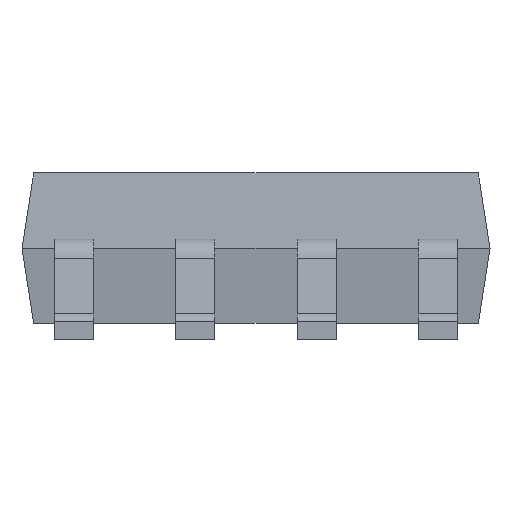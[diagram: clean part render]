
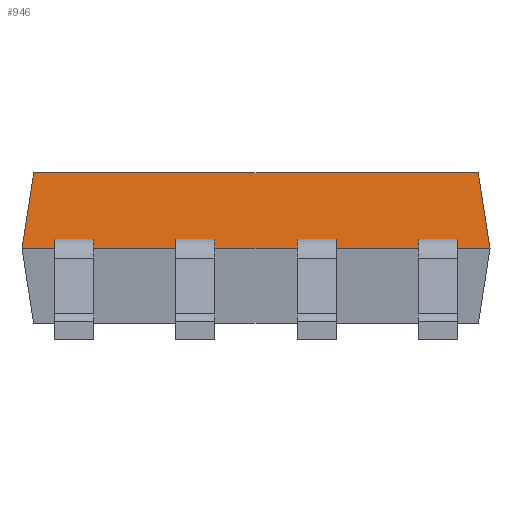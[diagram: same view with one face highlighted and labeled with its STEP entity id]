
A CAD part, left-side view. The second image highlights one B-rep face of the part: STEP entity #946.
In plain terms, the highlighted free-form (B-spline) face has degree [1, 1] with [2, 2] control points.
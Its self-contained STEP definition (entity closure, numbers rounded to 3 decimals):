
#24 = VERTEX_POINT('',#25);
#25 = CARTESIAN_POINT('',(-1.85,-2.33,1.75));
#31 = EDGE_CURVE('',#24,#32,#34,.T.);
#32 = VERTEX_POINT('',#33);
#33 = CARTESIAN_POINT('',(-1.85,2.33,1.75));
#34 = LINE('',#35,#36);
#35 = CARTESIAN_POINT('',(-1.85,-2.33,1.75));
#36 = VECTOR('',#37,1.);
#37 = DIRECTION('',(0.,1.,0.));
#751 = EDGE_CURVE('',#24,#752,#754,.T.);
#752 = VERTEX_POINT('',#753);
#753 = CARTESIAN_POINT('',(-1.948,-2.453,0.963));
#754 = B_SPLINE_CURVE_WITH_KNOTS('',1,(#755,#756),.UNSPECIFIED.,.F.,.F.,
  (2,2),(0.,1.),.PIECEWISE_BEZIER_KNOTS.);
#755 = CARTESIAN_POINT('',(-1.85,-2.33,1.75));
#756 = CARTESIAN_POINT('',(-1.948,-2.453,0.963));
#946 = ADVANCED_FACE('',(#947),#1112,.T.);
#947 = FACE_BOUND('',#948,.T.);
#948 = EDGE_LOOP('',(#949,#950,#951,#958,#966,#978,#985,#997,#1005,#1015
    ,#1022,#1032,#1040,#1050,#1057,#1067,#1075,#1087,#1094,#1106));
#949 = ORIENTED_EDGE('',*,*,#751,.F.);
#950 = ORIENTED_EDGE('',*,*,#31,.T.);
#951 = ORIENTED_EDGE('',*,*,#952,.T.);
#952 = EDGE_CURVE('',#32,#953,#955,.T.);
#953 = VERTEX_POINT('',#954);
#954 = CARTESIAN_POINT('',(-1.948,2.453,0.963));
#955 = B_SPLINE_CURVE_WITH_KNOTS('',1,(#956,#957),.UNSPECIFIED.,.F.,.F.,
  (2,2),(0.,1.),.PIECEWISE_BEZIER_KNOTS.);
#956 = CARTESIAN_POINT('',(-1.85,2.33,1.75));
#957 = CARTESIAN_POINT('',(-1.948,2.453,0.963));
#958 = ORIENTED_EDGE('',*,*,#959,.F.);
#959 = EDGE_CURVE('',#960,#953,#962,.T.);
#960 = VERTEX_POINT('',#961);
#961 = CARTESIAN_POINT('',(-1.948,2.11,0.963));
#962 = LINE('',#963,#964);
#963 = CARTESIAN_POINT('',(-1.948,-2.453,0.963));
#964 = VECTOR('',#965,1.);
#965 = DIRECTION('',(0.,1.,0.));
#966 = ORIENTED_EDGE('',*,*,#967,.F.);
#967 = EDGE_CURVE('',#968,#960,#970,.T.);
#968 = VERTEX_POINT('',#969);
#969 = CARTESIAN_POINT('',(-1.936,2.11,1.058));
#970 = B_SPLINE_CURVE_WITH_KNOTS('',6,(#971,#972,#973,#974,#975,#976,
    #977),.UNSPECIFIED.,.F.,.F.,(7,7),(0.,1.),.PIECEWISE_BEZIER_KNOTS.);
#971 = CARTESIAN_POINT('',(-1.936,2.11,1.058));
#972 = CARTESIAN_POINT('',(-1.938,2.11,1.041));
#973 = CARTESIAN_POINT('',(-1.939,2.11,1.028));
#974 = CARTESIAN_POINT('',(-1.942,2.11,1.011));
#975 = CARTESIAN_POINT('',(-1.944,2.11,0.989));
#976 = CARTESIAN_POINT('',(-1.947,2.11,0.968));
#977 = CARTESIAN_POINT('',(-1.948,2.11,0.963));
#978 = ORIENTED_EDGE('',*,*,#979,.T.);
#979 = EDGE_CURVE('',#968,#980,#982,.T.);
#980 = VERTEX_POINT('',#981);
#981 = CARTESIAN_POINT('',(-1.936,1.7,1.058));
#982 = B_SPLINE_CURVE_WITH_KNOTS('',1,(#983,#984),.UNSPECIFIED.,.F.,.F.,
  (2,2),(0.,1.),.PIECEWISE_BEZIER_KNOTS.);
#983 = CARTESIAN_POINT('',(-1.936,2.11,1.058));
#984 = CARTESIAN_POINT('',(-1.936,1.7,1.058));
#985 = ORIENTED_EDGE('',*,*,#986,.T.);
#986 = EDGE_CURVE('',#980,#987,#989,.T.);
#987 = VERTEX_POINT('',#988);
#988 = CARTESIAN_POINT('',(-1.948,1.7,0.963));
#989 = B_SPLINE_CURVE_WITH_KNOTS('',6,(#990,#991,#992,#993,#994,#995,
    #996),.UNSPECIFIED.,.F.,.F.,(7,7),(0.,1.),.PIECEWISE_BEZIER_KNOTS.);
#990 = CARTESIAN_POINT('',(-1.936,1.7,1.058));
#991 = CARTESIAN_POINT('',(-1.938,1.7,1.039));
#992 = CARTESIAN_POINT('',(-1.94,1.7,1.026));
#993 = CARTESIAN_POINT('',(-1.942,1.7,1.009));
#994 = CARTESIAN_POINT('',(-1.944,1.7,0.988));
#995 = CARTESIAN_POINT('',(-1.947,1.7,0.967));
#996 = CARTESIAN_POINT('',(-1.948,1.7,0.963));
#997 = ORIENTED_EDGE('',*,*,#998,.F.);
#998 = EDGE_CURVE('',#999,#987,#1001,.T.);
#999 = VERTEX_POINT('',#1000);
#1000 = CARTESIAN_POINT('',(-1.948,0.84,0.963));
#1001 = LINE('',#1002,#1003);
#1002 = CARTESIAN_POINT('',(-1.948,-2.453,0.963));
#1003 = VECTOR('',#1004,1.);
#1004 = DIRECTION('',(0.,1.,0.));
#1005 = ORIENTED_EDGE('',*,*,#1006,.F.);
#1006 = EDGE_CURVE('',#1007,#999,#1009,.T.);
#1007 = VERTEX_POINT('',#1008);
#1008 = CARTESIAN_POINT('',(-1.936,0.84,1.058));
#1009 = B_SPLINE_CURVE_WITH_KNOTS('',4,(#1010,#1011,#1012,#1013,#1014),
  .UNSPECIFIED.,.F.,.F.,(5,5),(0.,1.),.PIECEWISE_BEZIER_KNOTS.);
#1010 = CARTESIAN_POINT('',(-1.936,0.84,1.058));
#1011 = CARTESIAN_POINT('',(-1.939,0.84,1.034));
#1012 = CARTESIAN_POINT('',(-1.942,0.84,1.01));
#1013 = CARTESIAN_POINT('',(-1.945,0.84,0.986));
#1014 = CARTESIAN_POINT('',(-1.948,0.84,0.963));
#1015 = ORIENTED_EDGE('',*,*,#1016,.T.);
#1016 = EDGE_CURVE('',#1007,#1017,#1019,.T.);
#1017 = VERTEX_POINT('',#1018);
#1018 = CARTESIAN_POINT('',(-1.936,0.43,1.058));
#1019 = B_SPLINE_CURVE_WITH_KNOTS('',1,(#1020,#1021),.UNSPECIFIED.,.F.,
  .F.,(2,2),(0.,1.),.PIECEWISE_BEZIER_KNOTS.);
#1020 = CARTESIAN_POINT('',(-1.936,0.84,1.058));
#1021 = CARTESIAN_POINT('',(-1.936,0.43,1.058));
#1022 = ORIENTED_EDGE('',*,*,#1023,.T.);
#1023 = EDGE_CURVE('',#1017,#1024,#1026,.T.);
#1024 = VERTEX_POINT('',#1025);
#1025 = CARTESIAN_POINT('',(-1.948,0.43,0.963));
#1026 = B_SPLINE_CURVE_WITH_KNOTS('',4,(#1027,#1028,#1029,#1030,#1031),
  .UNSPECIFIED.,.F.,.F.,(5,5),(0.,1.),.PIECEWISE_BEZIER_KNOTS.);
#1027 = CARTESIAN_POINT('',(-1.936,0.43,1.058));
#1028 = CARTESIAN_POINT('',(-1.939,0.43,1.034));
#1029 = CARTESIAN_POINT('',(-1.942,0.43,1.01));
#1030 = CARTESIAN_POINT('',(-1.945,0.43,0.986));
#1031 = CARTESIAN_POINT('',(-1.948,0.43,0.963));
#1032 = ORIENTED_EDGE('',*,*,#1033,.F.);
#1033 = EDGE_CURVE('',#1034,#1024,#1036,.T.);
#1034 = VERTEX_POINT('',#1035);
#1035 = CARTESIAN_POINT('',(-1.948,-0.43,0.963));
#1036 = LINE('',#1037,#1038);
#1037 = CARTESIAN_POINT('',(-1.948,-2.453,0.963));
#1038 = VECTOR('',#1039,1.);
#1039 = DIRECTION('',(0.,1.,0.));
#1040 = ORIENTED_EDGE('',*,*,#1041,.F.);
#1041 = EDGE_CURVE('',#1042,#1034,#1044,.T.);
#1042 = VERTEX_POINT('',#1043);
#1043 = CARTESIAN_POINT('',(-1.936,-0.43,1.058));
#1044 = B_SPLINE_CURVE_WITH_KNOTS('',4,(#1045,#1046,#1047,#1048,#1049),
  .UNSPECIFIED.,.F.,.F.,(5,5),(0.,1.),.PIECEWISE_BEZIER_KNOTS.);
#1045 = CARTESIAN_POINT('',(-1.936,-0.43,1.058));
#1046 = CARTESIAN_POINT('',(-1.939,-0.43,1.034));
#1047 = CARTESIAN_POINT('',(-1.942,-0.43,1.01));
#1048 = CARTESIAN_POINT('',(-1.945,-0.43,0.986));
#1049 = CARTESIAN_POINT('',(-1.948,-0.43,0.963));
#1050 = ORIENTED_EDGE('',*,*,#1051,.T.);
#1051 = EDGE_CURVE('',#1042,#1052,#1054,.T.);
#1052 = VERTEX_POINT('',#1053);
#1053 = CARTESIAN_POINT('',(-1.936,-0.84,1.058));
#1054 = B_SPLINE_CURVE_WITH_KNOTS('',1,(#1055,#1056),.UNSPECIFIED.,.F.,
  .F.,(2,2),(0.,1.),.PIECEWISE_BEZIER_KNOTS.);
#1055 = CARTESIAN_POINT('',(-1.936,-0.43,1.058));
#1056 = CARTESIAN_POINT('',(-1.936,-0.84,1.058));
#1057 = ORIENTED_EDGE('',*,*,#1058,.T.);
#1058 = EDGE_CURVE('',#1052,#1059,#1061,.T.);
#1059 = VERTEX_POINT('',#1060);
#1060 = CARTESIAN_POINT('',(-1.948,-0.84,0.963));
#1061 = B_SPLINE_CURVE_WITH_KNOTS('',4,(#1062,#1063,#1064,#1065,#1066),
  .UNSPECIFIED.,.F.,.F.,(5,5),(0.,1.),.PIECEWISE_BEZIER_KNOTS.);
#1062 = CARTESIAN_POINT('',(-1.936,-0.84,1.058));
#1063 = CARTESIAN_POINT('',(-1.939,-0.84,1.034));
#1064 = CARTESIAN_POINT('',(-1.942,-0.84,1.01));
#1065 = CARTESIAN_POINT('',(-1.945,-0.84,0.986));
#1066 = CARTESIAN_POINT('',(-1.948,-0.84,0.963));
#1067 = ORIENTED_EDGE('',*,*,#1068,.F.);
#1068 = EDGE_CURVE('',#1069,#1059,#1071,.T.);
#1069 = VERTEX_POINT('',#1070);
#1070 = CARTESIAN_POINT('',(-1.948,-1.7,0.963));
#1071 = LINE('',#1072,#1073);
#1072 = CARTESIAN_POINT('',(-1.948,-2.453,0.963));
#1073 = VECTOR('',#1074,1.);
#1074 = DIRECTION('',(0.,1.,0.));
#1075 = ORIENTED_EDGE('',*,*,#1076,.F.);
#1076 = EDGE_CURVE('',#1077,#1069,#1079,.T.);
#1077 = VERTEX_POINT('',#1078);
#1078 = CARTESIAN_POINT('',(-1.936,-1.7,1.058));
#1079 = B_SPLINE_CURVE_WITH_KNOTS('',6,(#1080,#1081,#1082,#1083,#1084,
    #1085,#1086),.UNSPECIFIED.,.F.,.F.,(7,7),(0.,1.),
  .PIECEWISE_BEZIER_KNOTS.);
#1080 = CARTESIAN_POINT('',(-1.936,-1.7,1.058));
#1081 = CARTESIAN_POINT('',(-1.938,-1.7,1.039));
#1082 = CARTESIAN_POINT('',(-1.94,-1.7,1.026));
#1083 = CARTESIAN_POINT('',(-1.942,-1.7,1.009));
#1084 = CARTESIAN_POINT('',(-1.944,-1.7,0.988));
#1085 = CARTESIAN_POINT('',(-1.947,-1.7,0.967));
#1086 = CARTESIAN_POINT('',(-1.948,-1.7,0.963));
#1087 = ORIENTED_EDGE('',*,*,#1088,.T.);
#1088 = EDGE_CURVE('',#1077,#1089,#1091,.T.);
#1089 = VERTEX_POINT('',#1090);
#1090 = CARTESIAN_POINT('',(-1.936,-2.11,1.058));
#1091 = B_SPLINE_CURVE_WITH_KNOTS('',1,(#1092,#1093),.UNSPECIFIED.,.F.,
  .F.,(2,2),(0.,1.),.PIECEWISE_BEZIER_KNOTS.);
#1092 = CARTESIAN_POINT('',(-1.936,-1.7,1.058));
#1093 = CARTESIAN_POINT('',(-1.936,-2.11,1.058));
#1094 = ORIENTED_EDGE('',*,*,#1095,.T.);
#1095 = EDGE_CURVE('',#1089,#1096,#1098,.T.);
#1096 = VERTEX_POINT('',#1097);
#1097 = CARTESIAN_POINT('',(-1.948,-2.11,0.963));
#1098 = B_SPLINE_CURVE_WITH_KNOTS('',6,(#1099,#1100,#1101,#1102,#1103,
    #1104,#1105),.UNSPECIFIED.,.F.,.F.,(7,7),(0.,1.),
  .PIECEWISE_BEZIER_KNOTS.);
#1099 = CARTESIAN_POINT('',(-1.936,-2.11,1.058));
#1100 = CARTESIAN_POINT('',(-1.938,-2.11,1.041));
#1101 = CARTESIAN_POINT('',(-1.939,-2.11,1.028));
#1102 = CARTESIAN_POINT('',(-1.942,-2.11,1.011));
#1103 = CARTESIAN_POINT('',(-1.944,-2.11,0.989));
#1104 = CARTESIAN_POINT('',(-1.947,-2.11,0.968));
#1105 = CARTESIAN_POINT('',(-1.948,-2.11,0.963));
#1106 = ORIENTED_EDGE('',*,*,#1107,.F.);
#1107 = EDGE_CURVE('',#752,#1096,#1108,.T.);
#1108 = LINE('',#1109,#1110);
#1109 = CARTESIAN_POINT('',(-1.948,-2.453,0.963));
#1110 = VECTOR('',#1111,1.);
#1111 = DIRECTION('',(0.,1.,0.));
#1112 = B_SPLINE_SURFACE_WITH_KNOTS('',1,1,(
    (#1113,#1114)
    ,(#1115,#1116
    )),.UNSPECIFIED.,.F.,.F.,.F.,(2,2),(2,2),(0.,4.905),(0.,1.),
  .PIECEWISE_BEZIER_KNOTS.);
#1113 = CARTESIAN_POINT('',(-1.85,-2.33,1.75));
#1114 = CARTESIAN_POINT('',(-1.948,-2.453,0.963));
#1115 = CARTESIAN_POINT('',(-1.85,2.33,1.75));
#1116 = CARTESIAN_POINT('',(-1.948,2.453,0.963));
